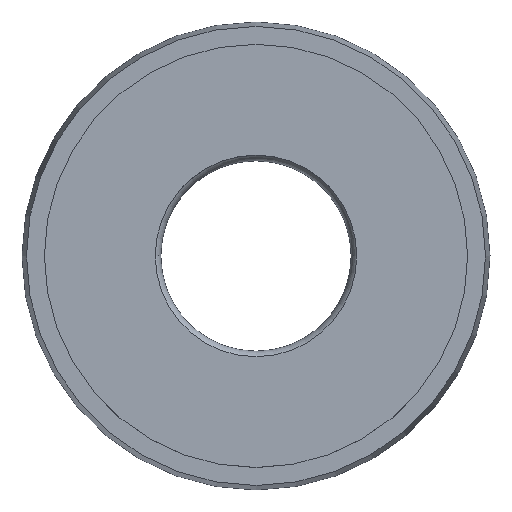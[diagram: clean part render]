
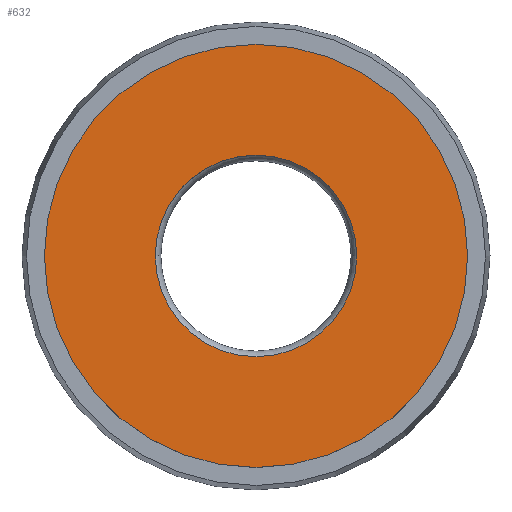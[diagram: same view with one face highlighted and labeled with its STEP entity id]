
A CAD part, top view. The second image highlights one B-rep face of the part: STEP entity #632.
In plain terms, the highlighted planar face has unit normal (0, 0, 1).
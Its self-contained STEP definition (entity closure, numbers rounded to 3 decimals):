
#18 = VERTEX_POINT ( 'NONE', #504 ) ;
#22 = CARTESIAN_POINT ( 'NONE',  ( 0., 0., 0. ) ) ;
#29 = EDGE_CURVE ( 'NONE', #183, #18, #316, .T. ) ;
#38 = CIRCLE ( 'NONE', #549, 9.45 ) ;
#44 = CARTESIAN_POINT ( 'NONE',  ( 0., 0., 0. ) ) ;
#58 = CIRCLE ( 'NONE', #611, 9.45 ) ;
#79 = EDGE_CURVE ( 'NONE', #94, #382, #38, .T. ) ;
#87 = EDGE_LOOP ( 'NONE', ( #166, #317 ) ) ;
#89 = DIRECTION ( 'NONE',  ( 1., 0., 0. ) ) ;
#94 = VERTEX_POINT ( 'NONE', #519 ) ;
#149 = AXIS2_PLACEMENT_3D ( 'NONE', #44, #387, #89 ) ;
#166 = ORIENTED_EDGE ( 'NONE', *, *, #267, .T. ) ;
#172 = DIRECTION ( 'NONE',  ( 0., 0., 1. ) ) ;
#180 = CARTESIAN_POINT ( 'NONE',  ( -4.5, 0., 0. ) ) ;
#183 = VERTEX_POINT ( 'NONE', #180 ) ;
#218 = DIRECTION ( 'NONE',  ( 1., 0., 0. ) ) ;
#219 = CARTESIAN_POINT ( 'NONE',  ( 0., 0., 0. ) ) ;
#240 = DIRECTION ( 'NONE',  ( -1., 0., 0. ) ) ;
#241 = CARTESIAN_POINT ( 'NONE',  ( 9.45, 0., 0. ) ) ;
#266 = ORIENTED_EDGE ( 'NONE', *, *, #29, .F. ) ;
#267 = EDGE_CURVE ( 'NONE', #382, #94, #58, .T. ) ;
#275 = DIRECTION ( 'NONE',  ( 1., 0., 0. ) ) ;
#297 = ORIENTED_EDGE ( 'NONE', *, *, #598, .F. ) ;
#316 = CIRCLE ( 'NONE', #619, 4.5 ) ;
#317 = ORIENTED_EDGE ( 'NONE', *, *, #79, .T. ) ;
#348 = FACE_BOUND ( 'NONE', #516, .T. ) ;
#354 = DIRECTION ( 'NONE',  ( 1., 0., 0. ) ) ;
#382 = VERTEX_POINT ( 'NONE', #241 ) ;
#387 = DIRECTION ( 'NONE',  ( 0., 0., 1. ) ) ;
#412 = CIRCLE ( 'NONE', #149, 4.5 ) ;
#443 = DIRECTION ( 'NONE',  ( 0., 0., -1. ) ) ;
#446 = DIRECTION ( 'NONE',  ( 0., 0., 1. ) ) ;
#463 = DIRECTION ( 'NONE',  ( 0., 0., 1. ) ) ;
#482 = CARTESIAN_POINT ( 'NONE',  ( 0., 0., 0. ) ) ;
#504 = CARTESIAN_POINT ( 'NONE',  ( 4.5, 0., 0. ) ) ;
#516 = EDGE_LOOP ( 'NONE', ( #297, #266 ) ) ;
#519 = CARTESIAN_POINT ( 'NONE',  ( -9.45, 0., 0. ) ) ;
#534 = AXIS2_PLACEMENT_3D ( 'NONE', #639, #443, #240 ) ;
#535 = PLANE ( 'NONE',  #534 ) ;
#549 = AXIS2_PLACEMENT_3D ( 'NONE', #22, #463, #275 ) ;
#586 = FACE_OUTER_BOUND ( 'NONE', #87, .T. ) ;
#598 = EDGE_CURVE ( 'NONE', #18, #183, #412, .T. ) ;
#611 = AXIS2_PLACEMENT_3D ( 'NONE', #482, #446, #354 ) ;
#619 = AXIS2_PLACEMENT_3D ( 'NONE', #219, #172, #218 ) ;
#632 = ADVANCED_FACE ( 'NONE', ( #348, #586 ), #535, .F. ) ;
#639 = CARTESIAN_POINT ( 'NONE',  ( 0., 0., 0. ) ) ;
